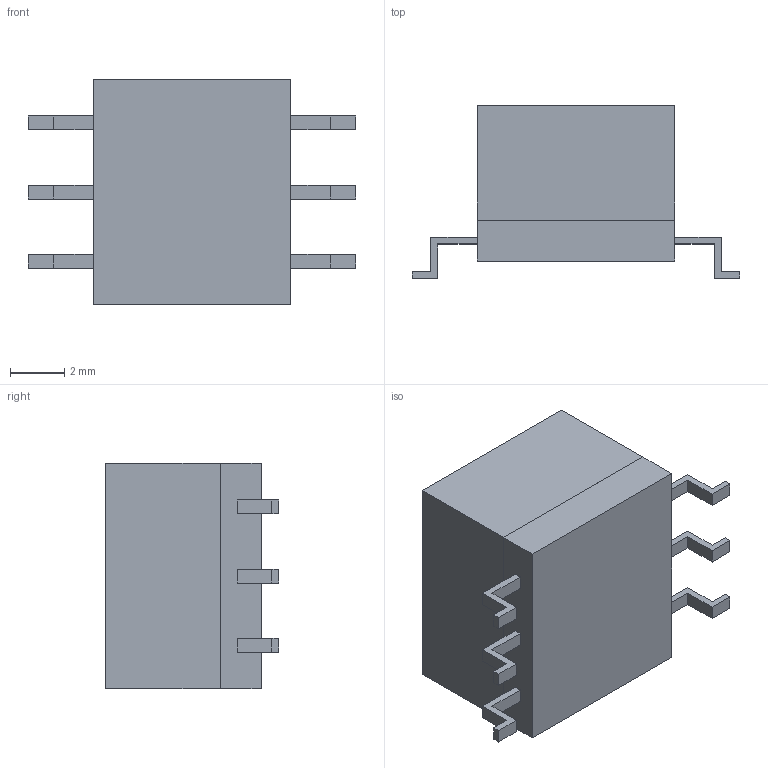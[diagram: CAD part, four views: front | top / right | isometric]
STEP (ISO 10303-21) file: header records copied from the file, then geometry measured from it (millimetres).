
FILE_DESCRIPTION (( 'STEP AP214' ), '1' );
FILE_NAME ('Coilcraft-WB36-1SL.STEP', '2017-02-11T07:57:22', ( 'Windows User' ), ( '' ), 'SwSTEP 2.0', 'SolidWorks 2017', '' );
FILE_SCHEMA (( 'AUTOMOTIVE_DESIGN' ));
Length unit declared in the file: millimetre
Products named in the file (1): Coilcraft-WB36-1SL
Bounding box: 12.02 x 6.36 x 8.26 mm (x, y, z)
Volume: 344.8 mm3; surface area: 449.9 mm2
Topology: 2 solids, 2 shells, 254 faces, 607 edges, 378 vertices
Faces by surface type: plane 151, bspline 101, cylinder 2
Entity records: 14223 total; most frequent: CARTESIAN_POINT 6566, ORIENTED_EDGE 1214, EDGE_CURVE 607, DIRECTION 551, VERTEX_POINT 378, B_SPLINE_CURVE_WITH_KNOTS 364, EDGE_LOOP 275, UNCERTAINTY_MEASURE_WITH_UNIT 258
